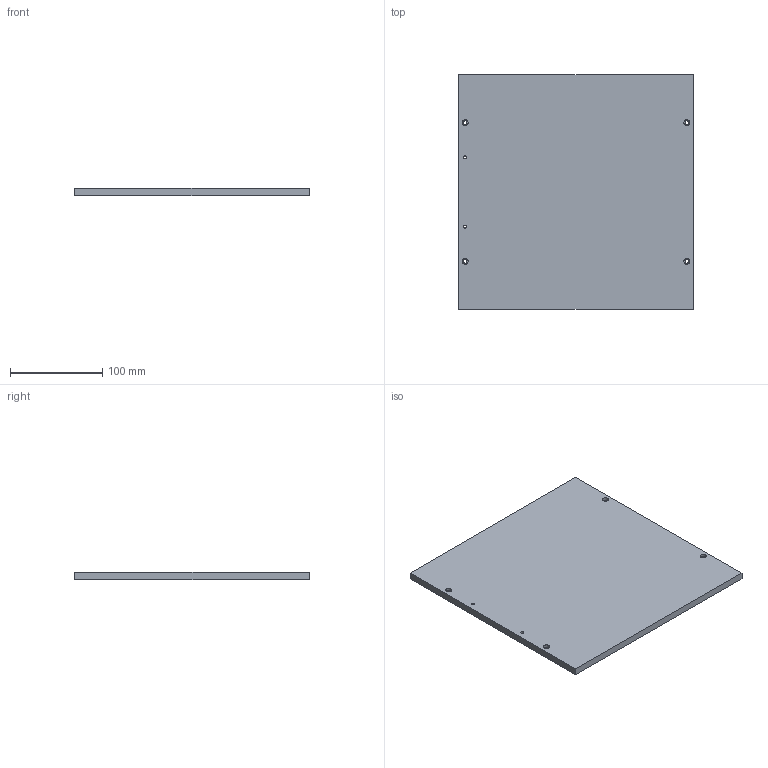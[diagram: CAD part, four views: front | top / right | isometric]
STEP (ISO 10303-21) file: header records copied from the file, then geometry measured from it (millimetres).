
FILE_DESCRIPTION(/* description */ (''),/* implementation_level */ '2;1');
FILE_NAME(/* name */ 'MIC6_Bed_V2_250.step',/* time_stamp */ '2022-02-19T10:29:02-08:00',/* author */ (''),/* organization */ (''),/* preprocessor_version */ 'ST-DEVELOPER v18.1',/* originating_system */ 'Autodesk Translation Framework v10.13.0.1454',/* authorisation */ '');
FILE_SCHEMA (('AUTOMOTIVE_DESIGN { 1 0 10303 214 3 1 1 }'));
Length unit declared in the file: millimetre
Products named in the file (1): 254(10in) MIC6 Plate
Bounding box: 254 x 254 x 7.76 mm (x, y, z)
Volume: 499897 mm3; surface area: 137417.9 mm2
Topology: 1 solids, 1 shells, 20 faces, 42 edges, 28 vertices
Faces by surface type: cylinder 10, plane 10
Full cylindrical faces by diameter (mm): 3 x2, 4 x4, 6.5 x4
Entity records: 610 total; most frequent: DIRECTION 104, CARTESIAN_POINT 91, ORIENTED_EDGE 84, EDGE_CURVE 42, AXIS2_PLACEMENT_3D 41, EDGE_LOOP 36, VERTEX_POINT 28, LINE 22
